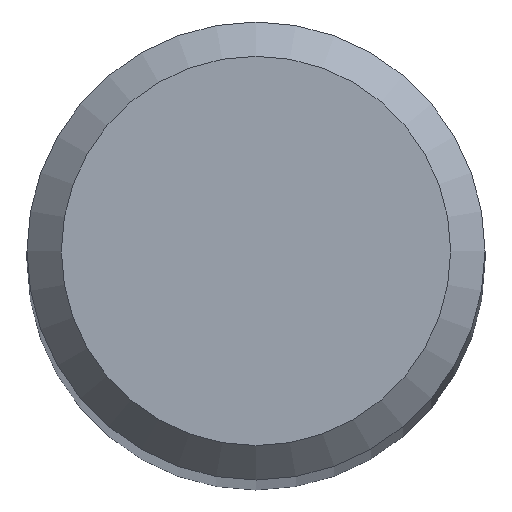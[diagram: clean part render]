
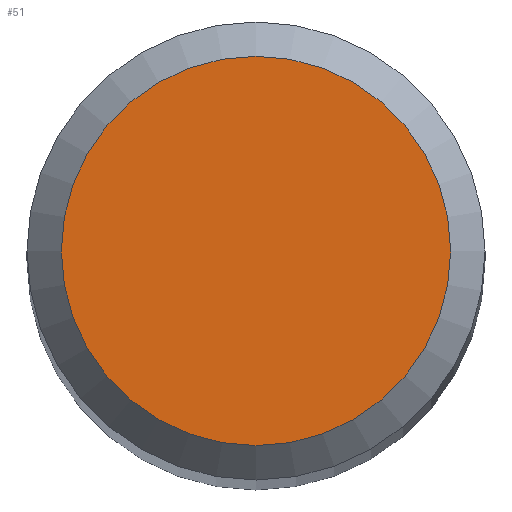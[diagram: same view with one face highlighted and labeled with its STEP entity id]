
A CAD part, top view. The second image highlights one B-rep face of the part: STEP entity #51.
In plain terms, the highlighted planar face has unit normal (0, 0, 1).
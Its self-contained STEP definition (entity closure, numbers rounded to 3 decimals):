
#29 = EDGE_LOOP ( 'NONE', ( #63 ) ) ;
#47 = DIRECTION ( 'NONE',  ( 0., 0., -1. ) ) ;
#51 = ADVANCED_FACE ( 'NONE', ( #83 ), #112, .F. ) ;
#63 = ORIENTED_EDGE ( 'NONE', *, *, #123, .F. ) ;
#67 = DIRECTION ( 'NONE',  ( 0., 1., 0. ) ) ;
#68 = AXIS2_PLACEMENT_3D ( 'NONE', #147, #47, #182 ) ;
#75 = CIRCLE ( 'NONE', #156, 1.7 ) ;
#83 = FACE_OUTER_BOUND ( 'NONE', #29, .T. ) ;
#85 = VERTEX_POINT ( 'NONE', #117 ) ;
#112 = PLANE ( 'NONE',  #68 ) ;
#117 = CARTESIAN_POINT ( 'NONE',  ( 0., 1.7, 60. ) ) ;
#123 = EDGE_CURVE ( 'NONE', #85, #85, #75, .T. ) ;
#137 = DIRECTION ( 'NONE',  ( 0., 0., -1. ) ) ;
#147 = CARTESIAN_POINT ( 'NONE',  ( 0., 0., 60. ) ) ;
#156 = AXIS2_PLACEMENT_3D ( 'NONE', #171, #137, #67 ) ;
#171 = CARTESIAN_POINT ( 'NONE',  ( 0., 0., 60. ) ) ;
#182 = DIRECTION ( 'NONE',  ( 0., 1., 0. ) ) ;
